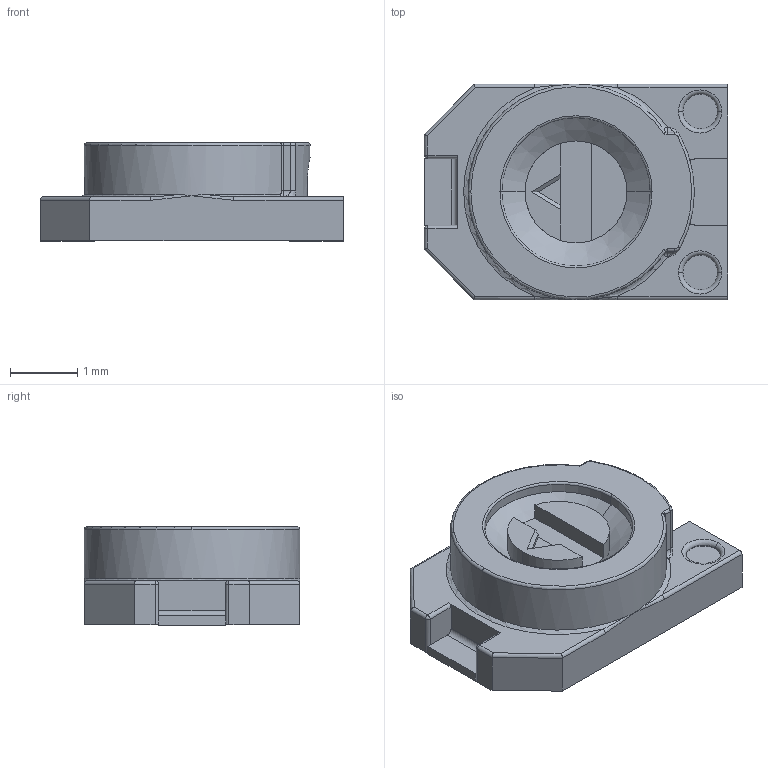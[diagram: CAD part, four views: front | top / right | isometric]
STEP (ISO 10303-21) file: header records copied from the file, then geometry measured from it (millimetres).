
FILE_DESCRIPTION (( 'STEP AP214' ), '1' );
FILE_NAME ('JZ060.STEP', '2025-09-01T08:41:33', ( '' ), ( '' ), 'SwSTEP 2.0', 'SolidWorks 2020', '' );
FILE_SCHEMA (( 'AUTOMOTIVE_DESIGN' ));
Length unit declared in the file: millimetre
Products named in the file (1): JZ060
Bounding box: 4.5 x 3.2 x 1.46 mm (x, y, z)
Volume: 14.1 mm3; surface area: 50.2 mm2
Topology: 1 solids, 1 shells, 118 faces, 302 edges, 185 vertices
Faces by surface type: plane 56, cylinder 34, torus 16, bspline 6, sphere 4, cone 2
Entity records: 4059 total; most frequent: CARTESIAN_POINT 899, ORIENTED_EDGE 596, DIRECTION 590, EDGE_CURVE 298, AXIS2_PLACEMENT_3D 211, VERTEX_POINT 185, VECTOR 168, LINE 168
